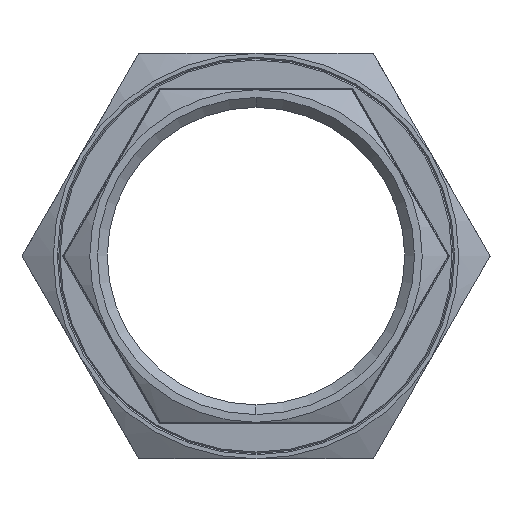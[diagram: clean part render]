
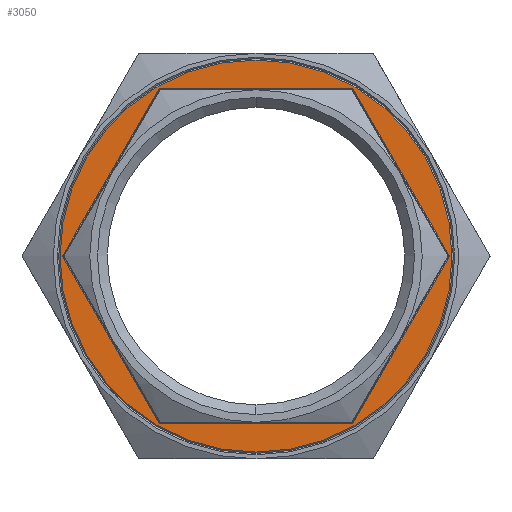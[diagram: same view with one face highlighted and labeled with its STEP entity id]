
A CAD part, left-side view. The second image highlights one B-rep face of the part: STEP entity #3050.
In plain terms, the highlighted planar face has unit normal (-1, 0, 0).
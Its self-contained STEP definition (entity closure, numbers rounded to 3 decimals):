
#19 = CARTESIAN_POINT ( 'NONE',  ( -17.5, 17.754, -62. ) ) ;
#128 = VERTEX_POINT ( 'NONE', #3254 ) ;
#320 = CARTESIAN_POINT ( 'NONE',  ( -17.5, 35.796, -62. ) ) ;
#655 = VECTOR ( 'NONE', #13058, 1000. ) ;
#699 = VECTOR ( 'NONE', #5774, 1000. ) ;
#1345 = EDGE_CURVE ( 'NONE', #4292, #7990, #9842, .T. ) ;
#1782 = CARTESIAN_POINT ( 'NONE',  ( -17.5, 35.796, 62. ) ) ;
#1837 = EDGE_CURVE ( 'NONE', #10185, #10930, #4747, .T. ) ;
#1970 = EDGE_LOOP ( 'NONE', ( #10691, #6460 ) ) ;
#2101 = EDGE_CURVE ( 'NONE', #7990, #4292, #11139, .T. ) ;
#3050 = ADVANCED_FACE ( 'NONE', ( #6298, #10495 ), #7889, .T. ) ;
#3081 = CARTESIAN_POINT ( 'NONE',  ( -17.5, 62.57, -15.625 ) ) ;
#3254 = CARTESIAN_POINT ( 'NONE',  ( -17.5, -35.796, -62. ) ) ;
#3675 = CARTESIAN_POINT ( 'NONE',  ( -17.5, 71.591, 0. ) ) ;
#3834 = VECTOR ( 'NONE', #12247, 1000. ) ;
#4082 = CARTESIAN_POINT ( 'NONE',  ( -17.5, -44.817, -46.375 ) ) ;
#4258 = CARTESIAN_POINT ( 'NONE',  ( -17.5, 0., -72.5 ) ) ;
#4292 = VERTEX_POINT ( 'NONE', #10296 ) ;
#4339 = DIRECTION ( 'NONE',  ( 0., 0.5, -0.866 ) ) ;
#4343 = EDGE_CURVE ( 'NONE', #4484, #128, #13239, .T. ) ;
#4449 = LINE ( 'NONE', #14213, #655 ) ;
#4484 = VERTEX_POINT ( 'NONE', #320 ) ;
#4683 = AXIS2_PLACEMENT_3D ( 'NONE', #12720, #12768, #5814 ) ;
#4747 = LINE ( 'NONE', #14976, #5123 ) ;
#4948 = LINE ( 'NONE', #4082, #3834 ) ;
#5064 = CARTESIAN_POINT ( 'NONE',  ( -17.5, -35.796, 62. ) ) ;
#5085 = CARTESIAN_POINT ( 'NONE',  ( -17.5, -17.754, 62. ) ) ;
#5123 = VECTOR ( 'NONE', #4339, 1000. ) ;
#5774 = DIRECTION ( 'NONE',  ( 0., -1., 0. ) ) ;
#5807 = EDGE_LOOP ( 'NONE', ( #6973, #10190, #6822, #7598, #11287, #7541 ) ) ;
#5814 = DIRECTION ( 'NONE',  ( 0., 0., 1. ) ) ;
#6277 = VECTOR ( 'NONE', #13115, 1000. ) ;
#6298 = FACE_OUTER_BOUND ( 'NONE', #1970, .T. ) ;
#6346 = DIRECTION ( 'NONE',  ( -1., 0., 0. ) ) ;
#6460 = ORIENTED_EDGE ( 'NONE', *, *, #2101, .T. ) ;
#6822 = ORIENTED_EDGE ( 'NONE', *, *, #12513, .F. ) ;
#6973 = ORIENTED_EDGE ( 'NONE', *, *, #10206, .F. ) ;
#7369 = CARTESIAN_POINT ( 'NONE',  ( -17.5, 0., 0. ) ) ;
#7456 = EDGE_CURVE ( 'NONE', #11900, #8747, #4449, .T. ) ;
#7541 = ORIENTED_EDGE ( 'NONE', *, *, #4343, .F. ) ;
#7598 = ORIENTED_EDGE ( 'NONE', *, *, #7456, .F. ) ;
#7728 = AXIS2_PLACEMENT_3D ( 'NONE', #11365, #11460, #13733 ) ;
#7889 = PLANE ( 'NONE',  #7728 ) ;
#7990 = VERTEX_POINT ( 'NONE', #4258 ) ;
#8747 = VERTEX_POINT ( 'NONE', #5064 ) ;
#9600 = EDGE_CURVE ( 'NONE', #128, #11900, #4948, .T. ) ;
#9842 = CIRCLE ( 'NONE', #4683, 72.5 ) ;
#10100 = LINE ( 'NONE', #5085, #6277 ) ;
#10185 = VERTEX_POINT ( 'NONE', #1782 ) ;
#10190 = ORIENTED_EDGE ( 'NONE', *, *, #1837, .F. ) ;
#10206 = EDGE_CURVE ( 'NONE', #10930, #4484, #11488, .T. ) ;
#10296 = CARTESIAN_POINT ( 'NONE',  ( -17.5, 0., 72.5 ) ) ;
#10459 = AXIS2_PLACEMENT_3D ( 'NONE', #7369, #6346, #14247 ) ;
#10495 = FACE_BOUND ( 'NONE', #5807, .T. ) ;
#10691 = ORIENTED_EDGE ( 'NONE', *, *, #1345, .T. ) ;
#10733 = CARTESIAN_POINT ( 'NONE',  ( -17.5, -71.591, 0. ) ) ;
#10930 = VERTEX_POINT ( 'NONE', #3675 ) ;
#11139 = CIRCLE ( 'NONE', #10459, 72.5 ) ;
#11287 = ORIENTED_EDGE ( 'NONE', *, *, #9600, .F. ) ;
#11318 = DIRECTION ( 'NONE',  ( 0., -0.5, -0.866 ) ) ;
#11365 = CARTESIAN_POINT ( 'NONE',  ( -17.5, 0., 0. ) ) ;
#11460 = DIRECTION ( 'NONE',  ( -1., 0., 0. ) ) ;
#11488 = LINE ( 'NONE', #3081, #13663 ) ;
#11900 = VERTEX_POINT ( 'NONE', #10733 ) ;
#12247 = DIRECTION ( 'NONE',  ( 0., -0.5, 0.866 ) ) ;
#12513 = EDGE_CURVE ( 'NONE', #8747, #10185, #10100, .T. ) ;
#12720 = CARTESIAN_POINT ( 'NONE',  ( -17.5, 0., 0. ) ) ;
#12768 = DIRECTION ( 'NONE',  ( -1., 0., 0. ) ) ;
#13058 = DIRECTION ( 'NONE',  ( 0., 0.5, 0.866 ) ) ;
#13115 = DIRECTION ( 'NONE',  ( 0., 1., 0. ) ) ;
#13239 = LINE ( 'NONE', #19, #699 ) ;
#13663 = VECTOR ( 'NONE', #11318, 1000. ) ;
#13733 = DIRECTION ( 'NONE',  ( 0., -1., 0. ) ) ;
#14213 = CARTESIAN_POINT ( 'NONE',  ( -17.5, -62.57, 15.625 ) ) ;
#14247 = DIRECTION ( 'NONE',  ( 0., 0., 1. ) ) ;
#14976 = CARTESIAN_POINT ( 'NONE',  ( -17.5, 44.817, 46.375 ) ) ;
